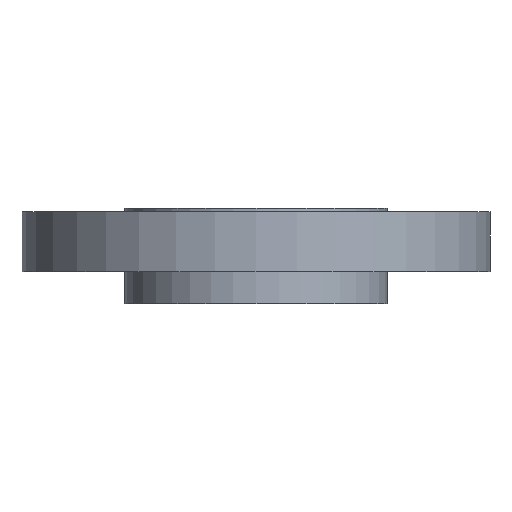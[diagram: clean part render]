
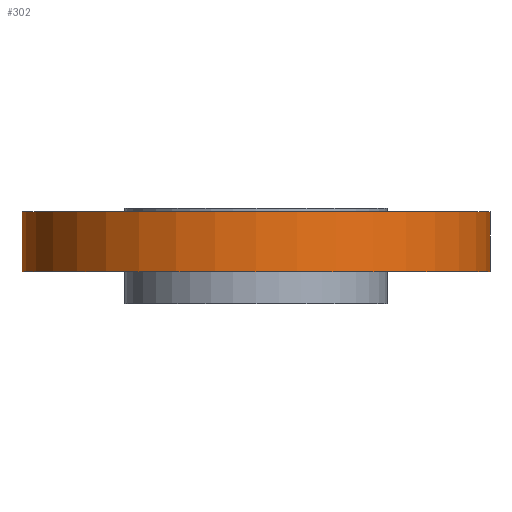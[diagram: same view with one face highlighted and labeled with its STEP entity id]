
A CAD part, front view. The second image highlights one B-rep face of the part: STEP entity #302.
In plain terms, the highlighted cylindrical face has radius 104.775 mm (diameter 209.55 mm), a partial arc.
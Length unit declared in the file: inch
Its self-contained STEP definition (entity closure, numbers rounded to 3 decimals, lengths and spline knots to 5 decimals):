
#32 = EDGE_CURVE ( 'NONE', #458, #910, #241, .T. ) ;
#42 = CIRCLE ( 'NONE', #193, 4.125 ) ;
#60 = FACE_OUTER_BOUND ( 'NONE', #684, .T. ) ;
#64 = DIRECTION ( 'NONE',  ( 1., 0., 0. ) ) ;
#144 = ORIENTED_EDGE ( 'NONE', *, *, #1003, .F. ) ;
#185 = LINE ( 'NONE', #342, #615 ) ;
#189 = ORIENTED_EDGE ( 'NONE', *, *, #32, .T. ) ;
#193 = AXIS2_PLACEMENT_3D ( 'NONE', #830, #448, #64 ) ;
#207 = EDGE_CURVE ( 'NONE', #955, #910, #616, .T. ) ;
#210 = AXIS2_PLACEMENT_3D ( 'NONE', #752, #373, #674 ) ;
#241 = LINE ( 'NONE', #401, #952 ) ;
#279 = CARTESIAN_POINT ( 'NONE',  ( -4.125, 0., -0.0625 ) ) ;
#291 = CARTESIAN_POINT ( 'NONE',  ( 0., 0., -0.0625 ) ) ;
#302 = ADVANCED_FACE ( 'NONE', ( #60 ), #670, .T. ) ;
#303 = VERTEX_POINT ( 'NONE', #601 ) ;
#315 = AXIS2_PLACEMENT_3D ( 'NONE', #291, #836, #906 ) ;
#342 = CARTESIAN_POINT ( 'NONE',  ( -4.125, 0., -12.78726 ) ) ;
#373 = DIRECTION ( 'NONE',  ( 0., 0., 1. ) ) ;
#401 = CARTESIAN_POINT ( 'NONE',  ( 4.125, 0., -12.78726 ) ) ;
#448 = DIRECTION ( 'NONE',  ( 0., 0., -1. ) ) ;
#458 = VERTEX_POINT ( 'NONE', #708 ) ;
#479 = DIRECTION ( 'NONE',  ( 0., 0., 1. ) ) ;
#601 = CARTESIAN_POINT ( 'NONE',  ( -4.125, 0., -1.12 ) ) ;
#615 = VECTOR ( 'NONE', #821, 39.37008 ) ;
#616 = CIRCLE ( 'NONE', #315, 4.125 ) ;
#650 = ORIENTED_EDGE ( 'NONE', *, *, #764, .F. ) ;
#670 = CYLINDRICAL_SURFACE ( 'NONE', #210, 4.125 ) ;
#674 = DIRECTION ( 'NONE',  ( 1., 0., 0. ) ) ;
#684 = EDGE_LOOP ( 'NONE', ( #144, #650, #189, #973 ) ) ;
#708 = CARTESIAN_POINT ( 'NONE',  ( 4.125, 0., -1.12 ) ) ;
#712 = CARTESIAN_POINT ( 'NONE',  ( 4.125, 0., -0.0625 ) ) ;
#752 = CARTESIAN_POINT ( 'NONE',  ( 0., 0., -12.78726 ) ) ;
#764 = EDGE_CURVE ( 'NONE', #458, #303, #42, .T. ) ;
#821 = DIRECTION ( 'NONE',  ( 0., 0., 1. ) ) ;
#830 = CARTESIAN_POINT ( 'NONE',  ( 0., 0., -1.12 ) ) ;
#836 = DIRECTION ( 'NONE',  ( 0., 0., 1. ) ) ;
#906 = DIRECTION ( 'NONE',  ( 1., 0., 0. ) ) ;
#910 = VERTEX_POINT ( 'NONE', #712 ) ;
#952 = VECTOR ( 'NONE', #479, 39.37008 ) ;
#955 = VERTEX_POINT ( 'NONE', #279 ) ;
#973 = ORIENTED_EDGE ( 'NONE', *, *, #207, .F. ) ;
#1003 = EDGE_CURVE ( 'NONE', #303, #955, #185, .T. ) ;
